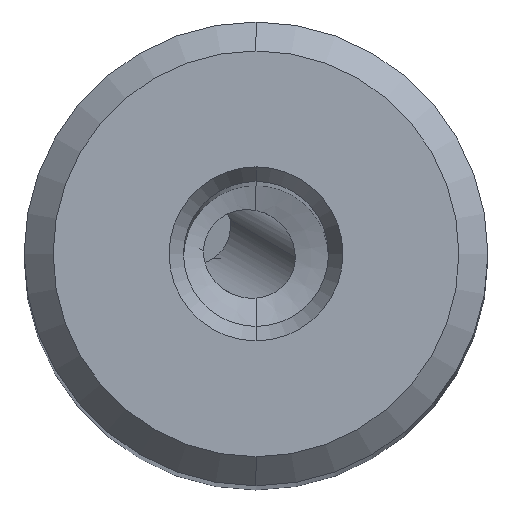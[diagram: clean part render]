
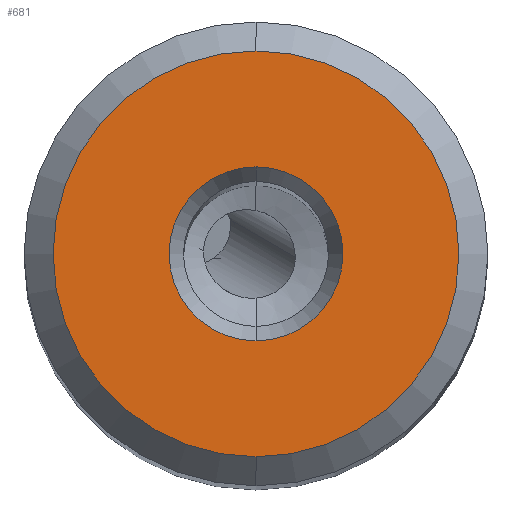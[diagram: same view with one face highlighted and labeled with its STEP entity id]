
A CAD part, top view. The second image highlights one B-rep face of the part: STEP entity #681.
In plain terms, the highlighted planar face has unit normal (0, 0, 1).
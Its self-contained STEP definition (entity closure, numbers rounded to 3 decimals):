
#493=VERTEX_POINT('NONE',#1295);
#619=VERTEX_POINT('NONE',#1435);
#681=ADVANCED_FACE('NONE',(#1503,#1504),#1505,.F.);
#737=VERTEX_POINT('NONE',#1567);
#779=EDGE_CURVE('NONE',#619,#493,#1611,.T.);
#1115=EDGE_CURVE('NONE',#493,#619,#1983,.T.);
#1155=EDGE_CURVE('NONE',#1179,#737,#2024,.T.);
#1167=EDGE_CURVE('NONE',#737,#1179,#2038,.T.);
#1179=VERTEX_POINT('NONE',#2052);
#1295=CARTESIAN_POINT('',(0.,-3.0,97.993));
#1435=CARTESIAN_POINT('',(0.0,3.0,97.993));
#1503=FACE_OUTER_BOUND('',#2588,.T.);
#1504=FACE_BOUND('',#2589,.T.);
#1505=PLANE('',#2590);
#1567=CARTESIAN_POINT('',(0.,7.0,97.993));
#1611=CIRCLE('',#2769,3.0);
#1983=CIRCLE('',#3414,3.0);
#2024=CIRCLE('',#3509,7.0);
#2038=CIRCLE('',#3528,7.0);
#2052=CARTESIAN_POINT('',(0.0,-7.0,97.993));
#2588=EDGE_LOOP('',(#3884,#3885));
#2589=EDGE_LOOP('',(#3886,#3887));
#2590=AXIS2_PLACEMENT_3D('',#3888,#3889,#3890);
#2769=AXIS2_PLACEMENT_3D('',#3993,#3994,#3995);
#3414=AXIS2_PLACEMENT_3D('',#4469,#4470,#4471);
#3509=AXIS2_PLACEMENT_3D('',#4495,#4496,#4497);
#3528=AXIS2_PLACEMENT_3D('',#4521,#4522,#4523);
#3884=ORIENTED_EDGE('',*,*,#1155,.T.);
#3885=ORIENTED_EDGE('',*,*,#1167,.T.);
#3886=ORIENTED_EDGE('',*,*,#779,.F.);
#3887=ORIENTED_EDGE('',*,*,#1115,.F.);
#3888=CARTESIAN_POINT('',(0.0,0.0,97.993));
#3889=DIRECTION('',(0.0,0.0,-1.0));
#3890=DIRECTION('',(-1.0,0.0,0.0));
#3993=CARTESIAN_POINT('',(0.0,0.0,97.993));
#3994=DIRECTION('',(0.0,-0.0,1.0));
#3995=DIRECTION('',(0.0,1.0,0.0));
#4469=CARTESIAN_POINT('',(0.0,0.0,97.993));
#4470=DIRECTION('',(0.0,-0.0,1.0));
#4471=DIRECTION('',(0.0,1.0,0.0));
#4495=CARTESIAN_POINT('',(0.0,0.0,97.993));
#4496=DIRECTION('',(-0.0,0.0,1.0));
#4497=DIRECTION('',(0.0,-1.0,0.0));
#4521=CARTESIAN_POINT('',(0.0,0.0,97.993));
#4522=DIRECTION('',(-0.0,0.0,1.0));
#4523=DIRECTION('',(0.0,-1.0,0.0));
